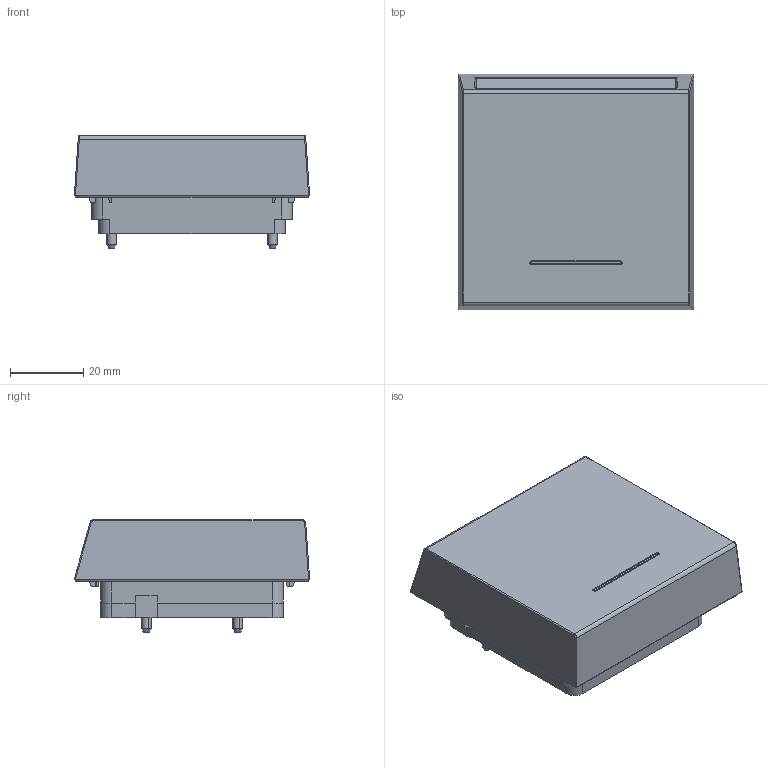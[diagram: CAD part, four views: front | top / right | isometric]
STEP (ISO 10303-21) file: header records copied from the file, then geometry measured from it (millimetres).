
FILE_DESCRIPTION((''),'2;1');
FILE_NAME('WAF1020_GEN_ASM','2025-03-13T09:21:32',('colosir'),(''),'CREO PARAMETRIC BY PTC INC, 2023154','CREO PARAMETRIC BY PTC INC, 2023154','');
FILE_SCHEMA(('AUTOMOTIVE_DESIGN { 1 0 10303 214 1 1 1 1 }'));
Products named in the file (7): W4G0203_18; W1A2309_GEN; W1A2306_99; 9022987000-01; SCHALTAUFSATZ_9_1000000634_PAE_000_AA; 9202043000; WAF1020_GEN_ASM
Assembly tree (7 placements, depth 2):
  WAF1020_GEN_ASM
    W4G0203_18
    W1A2309_GEN
    W1A2306_99
    9022987000-01
    SCHALTAUFSATZ_9_1000000634_PAE_000_AA
    9202043000  x2
Bounding box: 64.42 x 64.42 x 30.8 mm (x, y, z)
Volume: 32044.9 mm3; surface area: 37019 mm2
Topology: 6 solids, 6 shells, 2165 faces, 5975 edges, 3837 vertices
Faces by surface type: plane 1325, cylinder 501, bspline 110, extrusion 87, cone 67, torus 58, sphere 17
Entity records: 76524 total; most frequent: CARTESIAN_POINT 23582, ORIENTED_EDGE 11656, DIRECTION 9818, EDGE_CURVE 5828, VECTOR 4296, LINE 4209, VERTEX_POINT 3756, AXIS2_PLACEMENT_3D 2761
